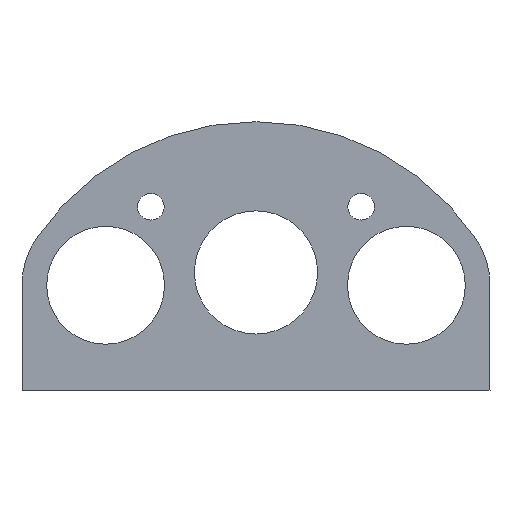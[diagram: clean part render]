
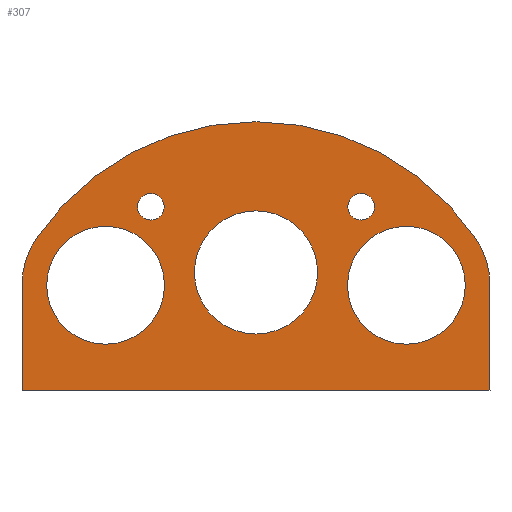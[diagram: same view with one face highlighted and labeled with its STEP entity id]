
A CAD part, left-side view. The second image highlights one B-rep face of the part: STEP entity #307.
In plain terms, the highlighted planar face has unit normal (-1, 0, 0).
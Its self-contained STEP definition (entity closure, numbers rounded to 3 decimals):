
#22=LINE('',#502,#41);
#26=LINE('',#510,#45);
#29=LINE('',#516,#48);
#41=VECTOR('',#416,10.);
#45=VECTOR('',#422,10.);
#48=VECTOR('',#427,10.);
#70=FACE_BOUND('',#116,.T.);
#71=FACE_BOUND('',#117,.T.);
#72=FACE_BOUND('',#118,.T.);
#73=FACE_BOUND('',#119,.T.);
#74=FACE_BOUND('',#120,.T.);
#91=FACE_OUTER_BOUND('',#115,.T.);
#115=EDGE_LOOP('',(#273,#274,#275,#276,#277,#278));
#116=EDGE_LOOP('',(#279));
#117=EDGE_LOOP('',(#280));
#118=EDGE_LOOP('',(#281));
#119=EDGE_LOOP('',(#282));
#120=EDGE_LOOP('',(#283));
#124=CIRCLE('',#328,1.625);
#128=CIRCLE('',#335,1.625);
#130=CIRCLE('',#338,7.5);
#132=CIRCLE('',#341,7.175);
#134=CIRCLE('',#344,7.175);
#135=CIRCLE('',#349,10.175);
#137=CIRCLE('',#352,32.255);
#139=CIRCLE('',#355,10.175);
#144=VERTEX_POINT('',#465);
#148=VERTEX_POINT('',#478);
#150=VERTEX_POINT('',#484);
#152=VERTEX_POINT('',#490);
#154=VERTEX_POINT('',#496);
#155=VERTEX_POINT('',#500);
#156=VERTEX_POINT('',#501);
#159=VERTEX_POINT('',#509);
#161=VERTEX_POINT('',#515);
#163=VERTEX_POINT('',#521);
#165=VERTEX_POINT('',#527);
#172=EDGE_CURVE('',#144,#144,#124,.T.);
#178=EDGE_CURVE('',#148,#148,#128,.T.);
#181=EDGE_CURVE('',#150,#150,#130,.T.);
#184=EDGE_CURVE('',#152,#152,#132,.T.);
#187=EDGE_CURVE('',#154,#154,#134,.T.);
#188=EDGE_CURVE('',#155,#156,#22,.T.);
#192=EDGE_CURVE('',#159,#155,#26,.T.);
#195=EDGE_CURVE('',#161,#159,#29,.T.);
#198=EDGE_CURVE('',#163,#161,#135,.T.);
#201=EDGE_CURVE('',#165,#163,#137,.T.);
#204=EDGE_CURVE('',#156,#165,#139,.T.);
#273=ORIENTED_EDGE('',*,*,#204,.F.);
#274=ORIENTED_EDGE('',*,*,#188,.F.);
#275=ORIENTED_EDGE('',*,*,#192,.F.);
#276=ORIENTED_EDGE('',*,*,#195,.F.);
#277=ORIENTED_EDGE('',*,*,#198,.F.);
#278=ORIENTED_EDGE('',*,*,#201,.F.);
#279=ORIENTED_EDGE('',*,*,#172,.T.);
#280=ORIENTED_EDGE('',*,*,#178,.T.);
#281=ORIENTED_EDGE('',*,*,#187,.F.);
#282=ORIENTED_EDGE('',*,*,#184,.F.);
#283=ORIENTED_EDGE('',*,*,#181,.F.);
#290=PLANE('',#358);
#307=ADVANCED_FACE('',(#91,#70,#71,#72,#73,#74),#290,.F.);
#328=AXIS2_PLACEMENT_3D('',#467,#375,#376);
#335=AXIS2_PLACEMENT_3D('',#480,#391,#392);
#338=AXIS2_PLACEMENT_3D('',#486,#398,#399);
#341=AXIS2_PLACEMENT_3D('',#492,#405,#406);
#344=AXIS2_PLACEMENT_3D('',#498,#412,#413);
#349=AXIS2_PLACEMENT_3D('',#522,#432,#433);
#352=AXIS2_PLACEMENT_3D('',#528,#439,#440);
#355=AXIS2_PLACEMENT_3D('',#533,#446,#447);
#358=AXIS2_PLACEMENT_3D('',#536,#452,#453);
#375=DIRECTION('center_axis',(1.,0.,0.));
#376=DIRECTION('ref_axis',(0.,1.,0.));
#391=DIRECTION('center_axis',(1.,0.,0.));
#392=DIRECTION('ref_axis',(0.,1.,0.));
#398=DIRECTION('center_axis',(-1.,0.,0.));
#399=DIRECTION('ref_axis',(0.,1.,0.));
#405=DIRECTION('center_axis',(-1.,0.,0.));
#406=DIRECTION('ref_axis',(0.,1.,0.));
#412=DIRECTION('center_axis',(-1.,0.,0.));
#413=DIRECTION('ref_axis',(0.,1.,0.));
#416=DIRECTION('',(0.,0.,1.));
#422=DIRECTION('',(0.,1.,0.));
#427=DIRECTION('',(0.,0.,-1.));
#432=DIRECTION('center_axis',(1.,0.,0.));
#433=DIRECTION('ref_axis',(0.,-0.829,0.559));
#439=DIRECTION('center_axis',(1.,0.,0.));
#440=DIRECTION('ref_axis',(0.,0.829,0.559));
#446=DIRECTION('center_axis',(1.,0.,0.));
#447=DIRECTION('ref_axis',(0.,1.,0.));
#452=DIRECTION('center_axis',(1.,0.,0.));
#453=DIRECTION('ref_axis',(0.,1.,0.));
#465=CARTESIAN_POINT('',(37.099,-14.432,8.003));
#467=CARTESIAN_POINT('Origin',(37.099,-12.807,8.003));
#478=CARTESIAN_POINT('',(37.099,11.182,8.003));
#480=CARTESIAN_POINT('Origin',(37.099,12.807,8.003));
#484=CARTESIAN_POINT('',(37.1,-7.5,0.003));
#486=CARTESIAN_POINT('Origin',(37.1,0.,0.003));
#490=CARTESIAN_POINT('',(37.1,-25.483,-1.56));
#492=CARTESIAN_POINT('Origin',(37.1,-18.308,-1.56));
#496=CARTESIAN_POINT('',(37.1,11.133,-1.56));
#498=CARTESIAN_POINT('Origin',(37.1,18.308,-1.56));
#500=CARTESIAN_POINT('',(37.101,28.483,-14.347));
#501=CARTESIAN_POINT('',(37.1,28.483,-1.56));
#502=CARTESIAN_POINT('',(37.101,28.483,-14.347));
#509=CARTESIAN_POINT('',(37.101,-28.483,-14.347));
#510=CARTESIAN_POINT('',(37.101,-28.483,-14.347));
#515=CARTESIAN_POINT('',(37.1,-28.483,-1.56));
#516=CARTESIAN_POINT('',(37.1,-28.483,-1.56));
#521=CARTESIAN_POINT('',(37.1,-26.745,4.128));
#522=CARTESIAN_POINT('Origin',(37.1,-18.308,-1.56));
#527=CARTESIAN_POINT('',(37.1,26.745,4.128));
#528=CARTESIAN_POINT('Origin',(37.101,0.,-13.902));
#533=CARTESIAN_POINT('Origin',(37.1,18.308,-1.56));
#536=CARTESIAN_POINT('Origin',(37.1,0.,2.003));
